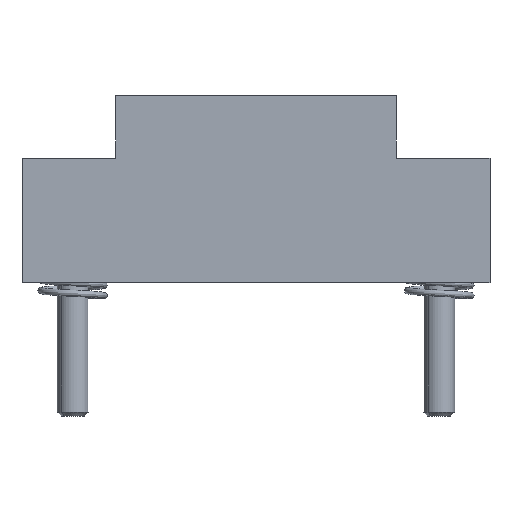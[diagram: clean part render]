
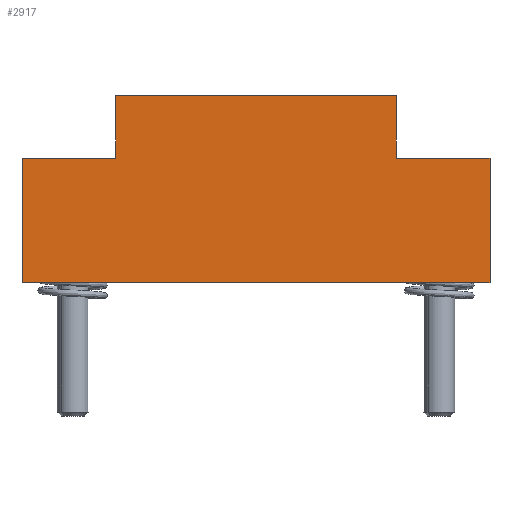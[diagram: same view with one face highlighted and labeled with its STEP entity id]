
A CAD part, left-side view. The second image highlights one B-rep face of the part: STEP entity #2917.
In plain terms, the highlighted planar face has unit normal (-1, 0, 0).
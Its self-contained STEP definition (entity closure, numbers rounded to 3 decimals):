
#224 = LINE ( 'NONE', #9219, #9073 ) ;
#290 = DIRECTION ( 'NONE',  ( 1., 0., 0. ) ) ;
#327 = EDGE_CURVE ( 'Defeature ausgef�hrt3_20+Defeature ausgef�hrt3_12+Defeature ausgef�hrt3_6+Defeature ausgef�hrt3_19', #6738, #4458, #1285, .T. ) ;
#473 = CARTESIAN_POINT ( 'NONE',  ( 0., -24., 8. ) ) ;
#586 = EDGE_CURVE ( 'Defeature ausgef�hrt3_12+Defeature ausgef�hrt3_6+Defeature ausgef�hrt3_20+Defeature ausgef�hrt3_16', #6738, #4937, #3804, .T. ) ;
#651 = LINE ( 'NONE', #1860, #7221 ) ;
#697 = VERTEX_POINT ( 'NONE', #6534 ) ;
#1013 = DIRECTION ( 'NONE',  ( 0., 0., -1. ) ) ;
#1073 = DIRECTION ( 'NONE',  ( 0., 0., 1. ) ) ;
#1246 = EDGE_CURVE ( 'Defeature ausgef�hrt3_15+Defeature ausgef�hrt3_12+Defeature ausgef�hrt3_19+Defeature ausgef�hrt3_17', #697, #5927, #8494, .T. ) ;
#1285 = LINE ( 'NONE', #9004, #6832 ) ;
#1608 = DIRECTION ( 'NONE',  ( 0., -1., 0. ) ) ;
#1860 = CARTESIAN_POINT ( 'NONE',  ( 0., -6., 8. ) ) ;
#2058 = AXIS2_PLACEMENT_3D ( 'NONE', #3866, #290, #1013 ) ;
#2067 = CARTESIAN_POINT ( 'NONE',  ( 0., -24., 12. ) ) ;
#2155 = CARTESIAN_POINT ( 'NONE',  ( 0., -30., 8. ) ) ;
#2188 = ORIENTED_EDGE ( 'NONE', *, *, #6689, .F. ) ;
#2347 = CARTESIAN_POINT ( 'NONE',  ( 0., -6., 8. ) ) ;
#2504 = DIRECTION ( 'NONE',  ( 0., 0., -1. ) ) ;
#2613 = DIRECTION ( 'NONE',  ( 0., 0., 1. ) ) ;
#2917 = ADVANCED_FACE ( 'Defeature ausgef�hrt3_12', ( #3558 ), #3049, .F. ) ;
#3049 = PLANE ( 'NONE',  #2058 ) ;
#3108 = LINE ( 'NONE', #8868, #6990 ) ;
#3175 = ORIENTED_EDGE ( 'NONE', *, *, #5172, .T. ) ;
#3558 = FACE_OUTER_BOUND ( 'NONE', #7915, .T. ) ;
#3577 = VECTOR ( 'NONE', #2504, 1000. ) ;
#3804 = LINE ( 'NONE', #9119, #3577 ) ;
#3866 = CARTESIAN_POINT ( 'NONE',  ( 0., -30., 12. ) ) ;
#3930 = EDGE_CURVE ( 'Defeature ausgef�hrt3_12+Defeature ausgef�hrt3_17+Defeature ausgef�hrt3_18+Defeature ausgef�hrt3_15', #5706, #5927, #6857, .T. ) ;
#3986 = CARTESIAN_POINT ( 'NONE',  ( 0., -30., 0. ) ) ;
#4420 = CARTESIAN_POINT ( 'NONE',  ( 0., -30., 12. ) ) ;
#4458 = VERTEX_POINT ( 'NONE', #2347 ) ;
#4600 = LINE ( 'NONE', #4420, #4718 ) ;
#4718 = VECTOR ( 'NONE', #8048, 1000. ) ;
#4752 = ORIENTED_EDGE ( 'NONE', *, *, #3930, .T. ) ;
#4937 = VERTEX_POINT ( 'NONE', #6966 ) ;
#4949 = VECTOR ( 'NONE', #6089, 1000. ) ;
#5055 = ORIENTED_EDGE ( 'NONE', *, *, #6582, .F. ) ;
#5117 = CARTESIAN_POINT ( 'NONE',  ( 0., 0., 8. ) ) ;
#5172 = EDGE_CURVE ( 'Defeature ausgef�hrt3_12+Defeature ausgef�hrt3_16+Defeature ausgef�hrt3_6+Defeature ausgef�hrt3_13', #4937, #5473, #224, .T. ) ;
#5355 = CARTESIAN_POINT ( 'NONE',  ( 0., -30., 12. ) ) ;
#5473 = VERTEX_POINT ( 'NONE', #3986 ) ;
#5706 = VERTEX_POINT ( 'NONE', #7747 ) ;
#5737 = DIRECTION ( 'NONE',  ( 0., -1., 0. ) ) ;
#5842 = VECTOR ( 'NONE', #2613, 1000. ) ;
#5927 = VERTEX_POINT ( 'NONE', #2067 ) ;
#6089 = DIRECTION ( 'NONE',  ( 0., -1., 0. ) ) ;
#6143 = ORIENTED_EDGE ( 'NONE', *, *, #1246, .F. ) ;
#6534 = CARTESIAN_POINT ( 'NONE',  ( 0., -6., 12. ) ) ;
#6582 = EDGE_CURVE ( 'Defeature ausgef�hrt3_13+Defeature ausgef�hrt3_12+Defeature ausgef�hrt3_18+Defeature ausgef�hrt3_16', #7280, #5473, #4600, .T. ) ;
#6689 = EDGE_CURVE ( 'Defeature ausgef�hrt3_18+Defeature ausgef�hrt3_12+Defeature ausgef�hrt3_17+Defeature ausgef�hrt3_13', #5706, #7280, #3108, .T. ) ;
#6738 = VERTEX_POINT ( 'NONE', #5117 ) ;
#6832 = VECTOR ( 'NONE', #1608, 1000. ) ;
#6857 = LINE ( 'NONE', #473, #5842 ) ;
#6926 = EDGE_CURVE ( 'Defeature ausgef�hrt3_19+Defeature ausgef�hrt3_12+Defeature ausgef�hrt3_20+Defeature ausgef�hrt3_15', #4458, #697, #651, .T. ) ;
#6966 = CARTESIAN_POINT ( 'NONE',  ( 0., 0., 0. ) ) ;
#6990 = VECTOR ( 'NONE', #8116, 1000. ) ;
#7221 = VECTOR ( 'NONE', #1073, 1000. ) ;
#7280 = VERTEX_POINT ( 'NONE', #2155 ) ;
#7747 = CARTESIAN_POINT ( 'NONE',  ( 0., -24., 8. ) ) ;
#7755 = ORIENTED_EDGE ( 'NONE', *, *, #586, .T. ) ;
#7915 = EDGE_LOOP ( 'NONE', ( #2188, #4752, #6143, #9212, #8436, #7755, #3175, #5055 ) ) ;
#8048 = DIRECTION ( 'NONE',  ( 0., 0., -1. ) ) ;
#8116 = DIRECTION ( 'NONE',  ( 0., -1., 0. ) ) ;
#8436 = ORIENTED_EDGE ( 'NONE', *, *, #327, .F. ) ;
#8494 = LINE ( 'NONE', #5355, #4949 ) ;
#8868 = CARTESIAN_POINT ( 'NONE',  ( 0., -30., 8. ) ) ;
#9004 = CARTESIAN_POINT ( 'NONE',  ( 0., 0., 8. ) ) ;
#9073 = VECTOR ( 'NONE', #5737, 1000. ) ;
#9119 = CARTESIAN_POINT ( 'NONE',  ( 0., 0., 12. ) ) ;
#9212 = ORIENTED_EDGE ( 'NONE', *, *, #6926, .F. ) ;
#9219 = CARTESIAN_POINT ( 'NONE',  ( 0., -30., 0. ) ) ;
